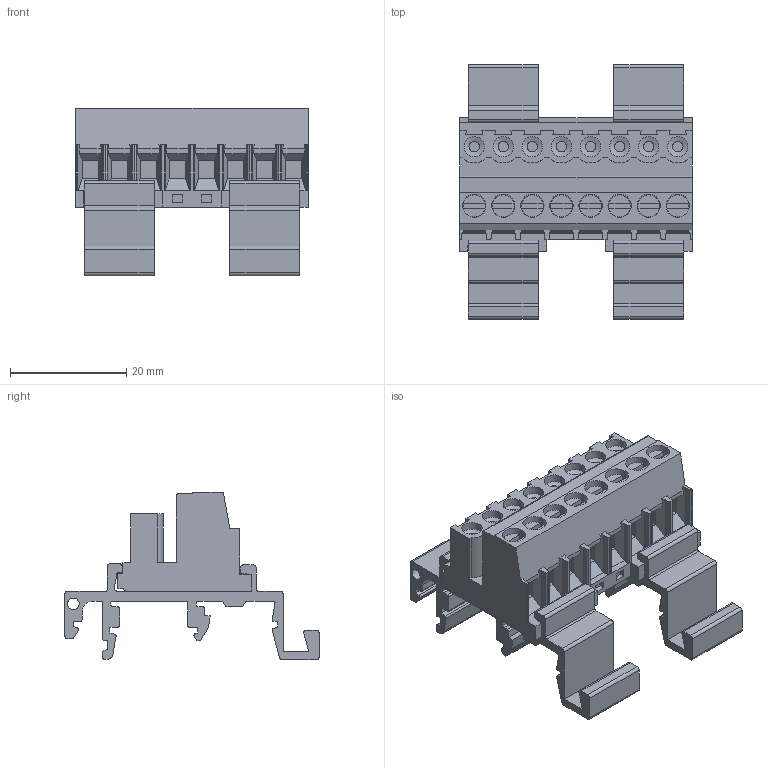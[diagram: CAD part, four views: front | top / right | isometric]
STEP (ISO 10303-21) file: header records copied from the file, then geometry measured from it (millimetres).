
FILE_DESCRIPTION(('STEP AP214'),'1');
FILE_NAME('SVR08-5-DR.stp','2021-02-15T14:29:04',(' '),(' '),'Spatial InterOp 3D',' ',' ');
FILE_SCHEMA(('AUTOMOTIVE_DESIGN { 1 0 10303 214 1 1 1 1 }'));
Length unit declared in the file: metre
Products named in the file (1): 1613399310
Bounding box: 40 x 43.7 x 28.8 mm (x, y, z)
Volume: 13104.6 mm3; surface area: 10587 mm2
Topology: 1 solids, 1 shells, 642 faces, 1737 edges, 1140 vertices
Faces by surface type: plane 477, cylinder 148, cone 16, extrusion 1
Full cylindrical faces by diameter (mm): 1.8 x8, 2 x2, 2.6 x8, 3.5 x8, 3.8 x8, 4 x8
Entity records: 24637 total; most frequent: CARTESIAN_POINT 3428, ORIENTED_EDGE 3306, DIRECTION 3256, EDGE_CURVE 1653, VECTOR 1332, LINE 1331, VERTEX_POINT 1114, AXIS2_PLACEMENT_3D 962
